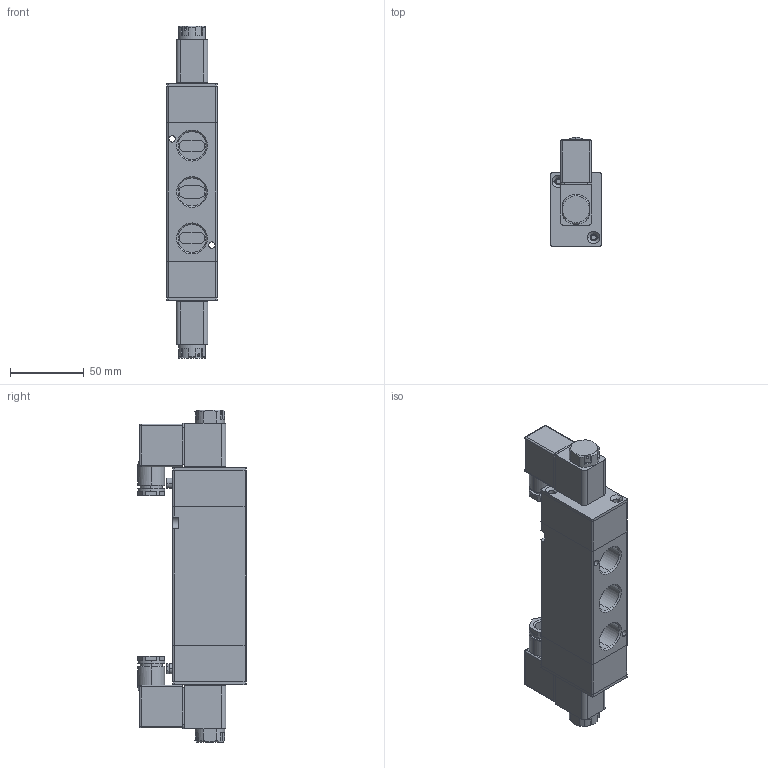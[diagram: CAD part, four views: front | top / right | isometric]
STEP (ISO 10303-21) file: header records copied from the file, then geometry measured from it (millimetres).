
FILE_DESCRIPTION (( 'STEP AP203' ), '1' );
FILE_NAME ('4V420-15-D.STEP', '2017-12-04T22:02:37', ( '' ), ( '' ), 'SwSTEP 2.0', 'SolidWorks 2016', '' );
FILE_SCHEMA (( 'CONFIG_CONTROL_DESIGN' ));
Length unit declared in the file: millimetre
Products named in the file (1): 4V420-15-D
Bounding box: 34 x 73.9 x 225.1 mm (x, y, z)
Volume: 283996.3 mm3; surface area: 83521.9 mm2
Topology: 19 solids, 19 shells, 466 faces, 1150 edges, 742 vertices
Faces by surface type: plane 228, cylinder 184, cone 30, bspline 24
Entity records: 14611 total; most frequent: CARTESIAN_POINT 3359, DIRECTION 2386, ORIENTED_EDGE 2276, EDGE_CURVE 1138, AXIS2_PLACEMENT_3D 903, VERTEX_POINT 742, LINE 580, VECTOR 580
